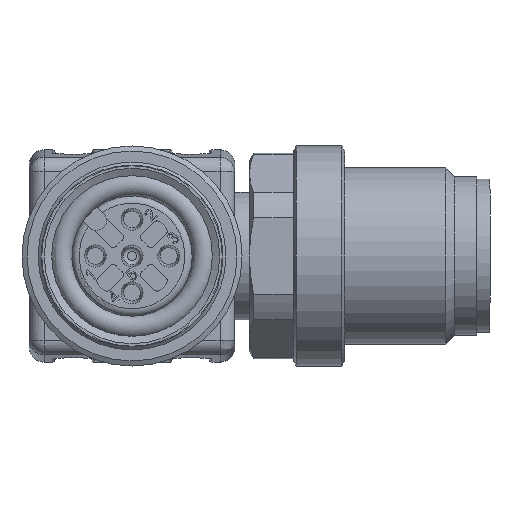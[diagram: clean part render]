
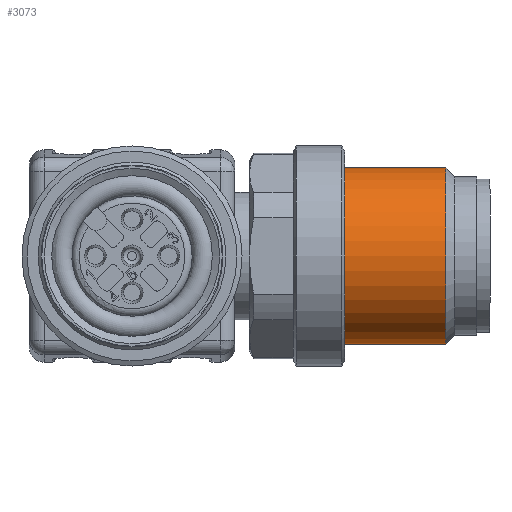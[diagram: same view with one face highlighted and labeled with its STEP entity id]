
A CAD part, left-side view. The second image highlights one B-rep face of the part: STEP entity #3073.
In plain terms, the highlighted cylindrical face has radius 6 mm (diameter 12 mm), a full revolution.
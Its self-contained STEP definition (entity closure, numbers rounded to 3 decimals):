
#3073=ADVANCED_FACE('',(#3656,#3657),#3436,.T.);
#3436=CYLINDRICAL_SURFACE('',#10740,6.);
#3656=FACE_BOUND('',#4139,.T.);
#3657=FACE_BOUND('',#4140,.T.);
#4139=EDGE_LOOP('',(#6157));
#4140=EDGE_LOOP('',(#6158));
#6157=ORIENTED_EDGE('',*,*,#9082,.F.);
#6158=ORIENTED_EDGE('',*,*,#9081,.T.);
#7879=VERTEX_POINT('',#17732);
#7880=VERTEX_POINT('',#17735);
#9081=EDGE_CURVE('',#7879,#7879,#9926,.T.);
#9082=EDGE_CURVE('',#7880,#7880,#9927,.T.);
#9926=CIRCLE('',#10737,6.);
#9927=CIRCLE('',#10739,6.);
#10737=AXIS2_PLACEMENT_3D('',#17731,#12834,#12835);
#10739=AXIS2_PLACEMENT_3D('',#17734,#12838,#12839);
#10740=AXIS2_PLACEMENT_3D('',#17736,#12840,#12841);
#12834=DIRECTION('',(0.,-1.,0.));
#12835=DIRECTION('',(0.5,0.,-0.866));
#12838=DIRECTION('',(0.,-1.,0.));
#12839=DIRECTION('',(0.5,0.,-0.866));
#12840=DIRECTION('',(0.,-1.,0.));
#12841=DIRECTION('',(0.5,0.,-0.866));
#17731=CARTESIAN_POINT('',(174.601,-14.5,0.));
#17732=CARTESIAN_POINT('',(177.601,-14.5,-5.196));
#17734=CARTESIAN_POINT('',(174.601,-21.4,0.));
#17735=CARTESIAN_POINT('',(177.601,-21.4,-5.196));
#17736=CARTESIAN_POINT('',(174.601,-23.5,0.));
